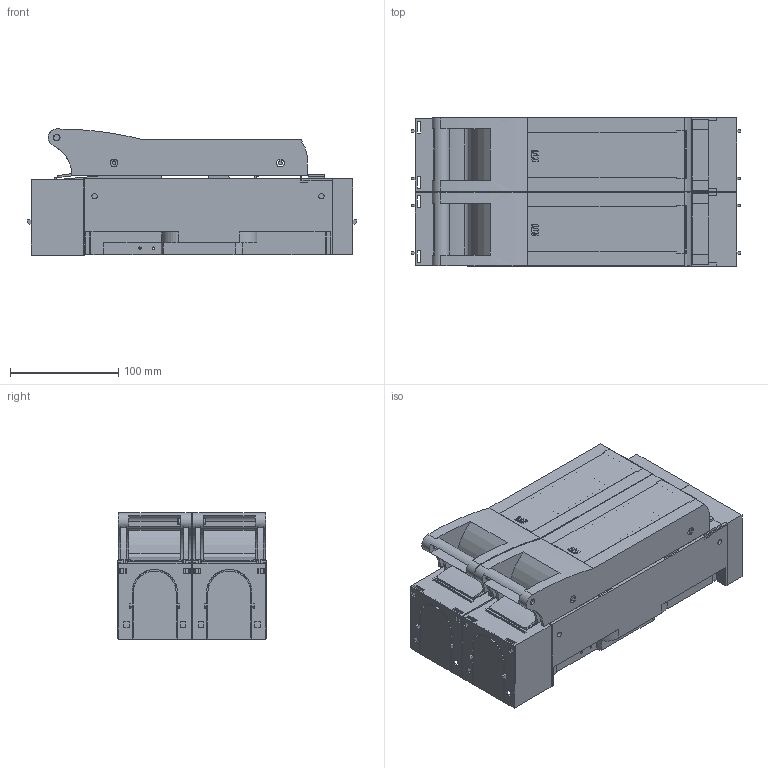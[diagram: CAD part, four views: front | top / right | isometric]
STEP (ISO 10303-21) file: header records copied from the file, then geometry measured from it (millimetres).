
FILE_DESCRIPTION((''),'2;1');
FILE_NAME('KETO-1-2_F_ASM','2021-03-29T',('marketing.praksa'),('Audax d.o.o.'),'CREO PARAMETRIC BY PTC INC, 2017480','CREO PARAMETRIC BY PTC INC, 2017480','');
FILE_SCHEMA(('AUTOMOTIVE_DESIGN { 1 0 10303 214 1 1 1 1 }'));
Products named in the file (24): 34201_L_FRONTPLATTE_GR1_1-POL_3; ETI_LOGO_1_1_1_1_1_1_1_2_3_4_16; ETI_LOGO_2_1_1_1_1_1_1_2_3_4_16; ETI_LOGO_3_1_1_1_1_1_1_2_3_4_16; 34208_L01_SCHEIBE_GR1_1_1; ASM0088_ASM; 34201_L_FRONTPLATTE_GR1_1-POL_4; ETI_LOGO_1_1_1_1_1_1_1_2_3_4_18; ETI_LOGO_2_1_1_1_1_1_1_2_3_4_18; ETI_LOGO_3_1_1_1_1_1_1_2_3_4_18; 34208_L01_SCHEIBE_GR1_1_1_2; ASM0089_ASM; 158634_L_ANSCHLUSSLASCHE_GR1_1; 34221_L01_SCHUTZABDECKUNG_OBE_1; 34222_L_SCHUTZABDECKUNG_UNTEN_1; 68369_ZYLINDERSTIFT_ISO_8734_-_; 31916_VERBINDUNGSCLIP; 68366_ZYLINDERSTIFT_ISO_8734__2; 85916_RASTNIET; 34220_L02_GEHAEUSE_GR_1_1-POL_1; 66113_SECHSKANTMUTTER_DIN934_M1; 65746_SECHSKANTSCHRAUBE_M10X25; 66903_SPANNSCHEIBE_DIN6796_-10; KETO-1-2_F_ASM
Assembly tree (43 placements, depth 3):
  KETO-1-2_F_ASM
    ASM0088_ASM
      34201_L_FRONTPLATTE_GR1_1-POL_3
      ETI_LOGO_1_1_1_1_1_1_1_2_3_4_16
      ETI_LOGO_2_1_1_1_1_1_1_2_3_4_16
      ETI_LOGO_3_1_1_1_1_1_1_2_3_4_16
      34208_L01_SCHEIBE_GR1_1_1
    ASM0089_ASM
      34201_L_FRONTPLATTE_GR1_1-POL_4
      ETI_LOGO_1_1_1_1_1_1_1_2_3_4_18
      ETI_LOGO_2_1_1_1_1_1_1_2_3_4_18
      ETI_LOGO_3_1_1_1_1_1_1_2_3_4_18
      34208_L01_SCHEIBE_GR1_1_1_2
    158634_L_ANSCHLUSSLASCHE_GR1_1  x4
    34221_L01_SCHUTZABDECKUNG_OBE_1  x2
    34222_L_SCHUTZABDECKUNG_UNTEN_1  x2
    68369_ZYLINDERSTIFT_ISO_8734_-_
    31916_VERBINDUNGSCLIP  x2
    68366_ZYLINDERSTIFT_ISO_8734__2  x2
    85916_RASTNIET  x4
    34220_L02_GEHAEUSE_GR_1_1-POL_1  x2
    66113_SECHSKANTMUTTER_DIN934_M1  x4
    65746_SECHSKANTSCHRAUBE_M10X25  x4
    66903_SPANNSCHEIBE_DIN6796_-10  x4
Bounding box: 304.65 x 137.5 x 116.8 mm (x, y, z)
Volume: 1581760.6 mm3; surface area: 656971.6 mm2
Topology: 41 solids, 41 shells, 2892 faces, 8431 edges, 5523 vertices
Faces by surface type: plane 2132, cylinder 548, cone 148, torus 32, sphere 16, extrusion 8, bspline 8
Entity records: 75923 total; most frequent: CARTESIAN_POINT 10144, ORIENTED_EDGE 8750, DIRECTION 8305, PRESENTATION_STYLE_ASSIGNMENT 5871, STYLED_ITEM 5871, CURVE_STYLE 4379, EDGE_CURVE 4375, VECTOR 3239
